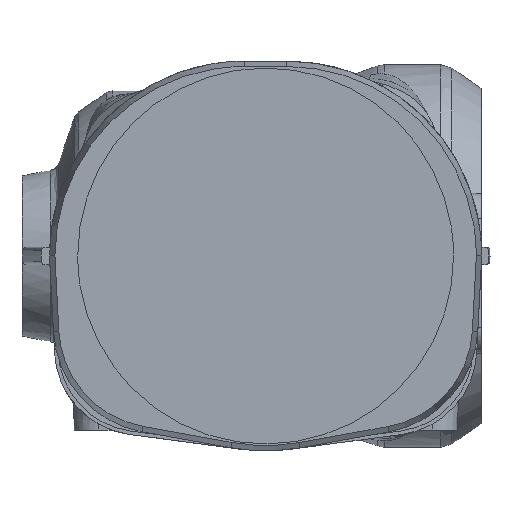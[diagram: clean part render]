
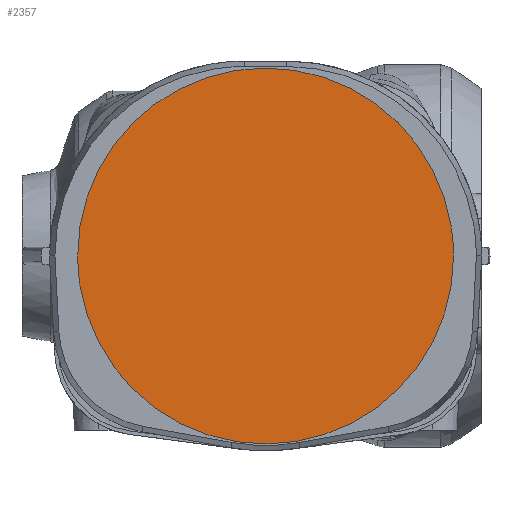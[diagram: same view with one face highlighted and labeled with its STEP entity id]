
A CAD part, left-side view. The second image highlights one B-rep face of the part: STEP entity #2357.
In plain terms, the highlighted planar face has unit normal (-1, 0, 0).
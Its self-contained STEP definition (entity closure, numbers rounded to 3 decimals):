
#2357 = ADVANCED_FACE ( 'NONE', ( #8864 ), #8863, .T. ) ;
#2358 = EDGE_LOOP ( 'NONE', ( #2359, #2363 ) ) ;
#2359 = ORIENTED_EDGE ( 'NONE', *, *, #2360, .F. ) ;
#2360 = EDGE_CURVE ( 'NONE', #2361, #2362, #8915, .T. ) ;
#2361 = VERTEX_POINT ( 'NONE', #8917 ) ;
#2362 = VERTEX_POINT ( 'NONE', #8916 ) ;
#2363 = ORIENTED_EDGE ( 'NONE', *, *, #2364, .F. ) ;
#2364 = EDGE_CURVE ( 'NONE', #2362, #2361, #8903, .T. ) ;
#8859 = DIRECTION ( 'NONE',  ( 0., 0., 1. ) ) ;
#8860 = DIRECTION ( 'NONE',  ( -1., 0., 0. ) ) ;
#8861 = CARTESIAN_POINT ( 'NONE',  ( 288.5, 0., 712. ) ) ;
#8862 = AXIS2_PLACEMENT_3D ( 'NONE', #8861, #8860, #8859 ) ;
#8863 = PLANE ( 'NONE',  #8862 ) ;
#8864 = FACE_OUTER_BOUND ( 'NONE', #2358, .T. ) ;
#8890 = CARTESIAN_POINT ( 'NONE',  ( 288.5, 54., 712. ) ) ;
#8891 = CARTESIAN_POINT ( 'NONE',  ( 288.5, 54., 695.035 ) ) ;
#8892 = CARTESIAN_POINT ( 'NONE',  ( 288.5, 48.078, 678.071 ) ) ;
#8893 = CARTESIAN_POINT ( 'NONE',  ( 288.5, 36.235, 663.432 ) ) ;
#8894 = CARTESIAN_POINT ( 'NONE',  ( 288.5, 19.513, 653.444 ) ) ;
#8895 = CARTESIAN_POINT ( 'NONE',  ( 288.5, 0., 649.885 ) ) ;
#8896 = CARTESIAN_POINT ( 'NONE',  ( 288.5, -19.513, 653.444 ) ) ;
#8897 = CARTESIAN_POINT ( 'NONE',  ( 288.5, -36.235, 663.432 ) ) ;
#8898 = CARTESIAN_POINT ( 'NONE',  ( 288.5, -48.078, 678.071 ) ) ;
#8899 = CARTESIAN_POINT ( 'NONE',  ( 288.5, -54., 695.035 ) ) ;
#8900 = CARTESIAN_POINT ( 'NONE',  ( 288.5, -54., 712. ) ) ;
#8903 = B_SPLINE_CURVE_WITH_KNOTS ( 'NONE', 10,
 ( #8900, #8899, #8898, #8897, #8896, #8895, #8894, #8893, #8892, #8891, #8890 ),
 .UNSPECIFIED., .F., .F.,
 ( 11, 11 ),
 ( 0., 0.169 ),
 .UNSPECIFIED. ) ;
#8904 = CARTESIAN_POINT ( 'NONE',  ( 288.5, -54., 712. ) ) ;
#8905 = CARTESIAN_POINT ( 'NONE',  ( 288.5, -54., 728.965 ) ) ;
#8906 = CARTESIAN_POINT ( 'NONE',  ( 288.5, -48.078, 745.929 ) ) ;
#8907 = CARTESIAN_POINT ( 'NONE',  ( 288.5, -36.235, 760.568 ) ) ;
#8908 = CARTESIAN_POINT ( 'NONE',  ( 288.5, -19.513, 770.556 ) ) ;
#8909 = CARTESIAN_POINT ( 'NONE',  ( 288.5, 0., 774.115 ) ) ;
#8910 = CARTESIAN_POINT ( 'NONE',  ( 288.5, 19.513, 770.556 ) ) ;
#8911 = CARTESIAN_POINT ( 'NONE',  ( 288.5, 36.235, 760.568 ) ) ;
#8912 = CARTESIAN_POINT ( 'NONE',  ( 288.5, 48.078, 745.929 ) ) ;
#8913 = CARTESIAN_POINT ( 'NONE',  ( 288.5, 54., 728.965 ) ) ;
#8914 = CARTESIAN_POINT ( 'NONE',  ( 288.5, 54., 712. ) ) ;
#8915 = B_SPLINE_CURVE_WITH_KNOTS ( 'NONE', 10,
 ( #8914, #8913, #8912, #8911, #8910, #8909, #8908, #8907, #8906, #8905, #8904 ),
 .UNSPECIFIED., .F., .F.,
 ( 11, 11 ),
 ( 0., 0.169 ),
 .UNSPECIFIED. ) ;
#8916 = CARTESIAN_POINT ( 'NONE',  ( 288.5, -54., 712. ) ) ;
#8917 = CARTESIAN_POINT ( 'NONE',  ( 288.5, 54., 712. ) ) ;
